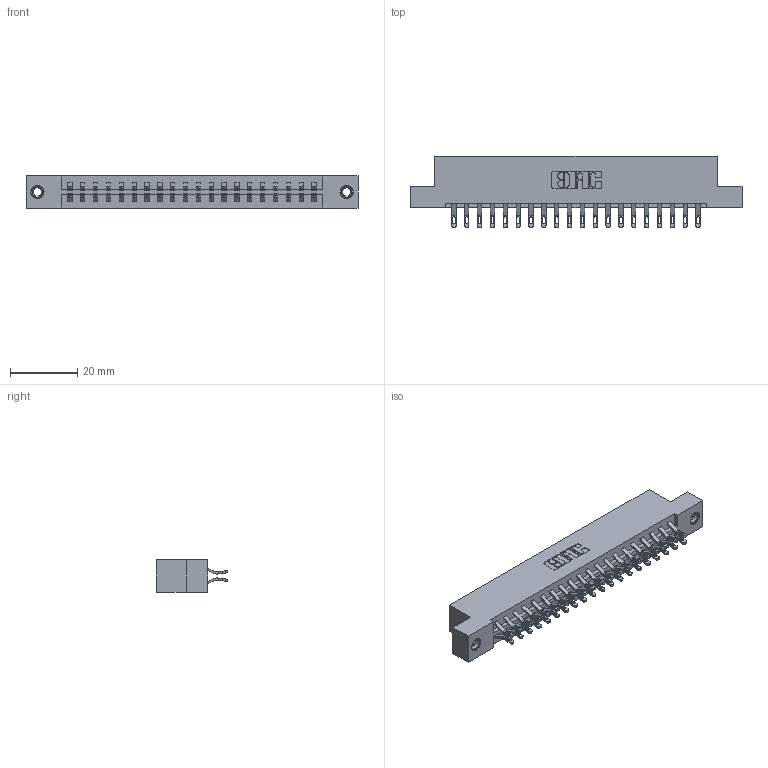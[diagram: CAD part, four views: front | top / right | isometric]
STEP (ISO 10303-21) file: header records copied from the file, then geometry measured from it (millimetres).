
FILE_DESCRIPTION (( 'STEP AP203' ), '1' );
FILE_NAME ('379-040-555-207.STEP', '2020-02-26T17:15:18', ( '' ), ( '' ), 'SwSTEP 2.0', 'SolidWorks 2016', '' );
FILE_SCHEMA (( 'CONFIG_CONTROL_DESIGN' ));
Length unit declared in the file: inch
Products named in the file (4): 345-292-001_555 Tail; 379 Part_Flush - .156 Dia - TI; 345-250-001_345-250-005-103; 379-040-555-207
Assembly tree (43 placements, depth 2):
  379-040-555-207
    379 Part_Flush - .156 Dia - TI
    345-292-001_555 Tail  x40
    345-250-001_345-250-005-103  x2
Bounding box: 98.42 x 21.13 x 9.53 mm (x, y, z)
Volume: 10312.4 mm3; surface area: 11854.4 mm2
Topology: 43 solids, 43 shells, 2494 faces, 7767 edges, 5170 vertices
Faces by surface type: plane 1462, cylinder 1016, cone 12, torus 4
Entity records: 17224 total; most frequent: CARTESIAN_POINT 2899, ORIENTED_EDGE 2798, DIRECTION 2517, EDGE_CURVE 1399, VECTOR 1231, LINE 1231, VERTEX_POINT 928, AXIS2_PLACEMENT_3D 643
